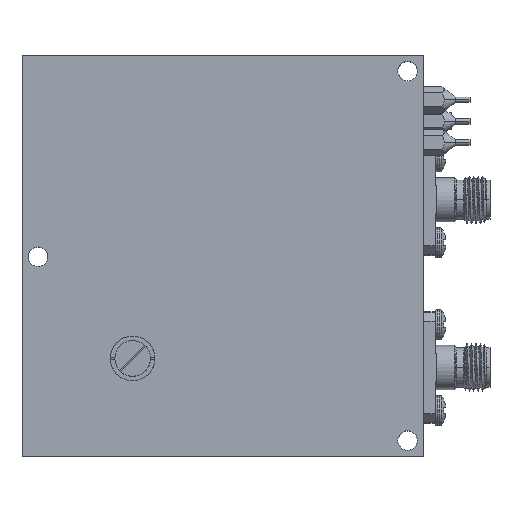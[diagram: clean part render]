
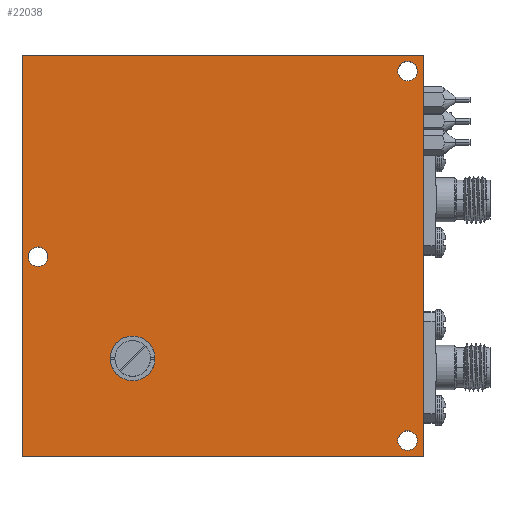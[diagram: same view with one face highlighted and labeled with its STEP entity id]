
A CAD part, top view. The second image highlights one B-rep face of the part: STEP entity #22038.
In plain terms, the highlighted planar face has unit normal (0, 0, 1).
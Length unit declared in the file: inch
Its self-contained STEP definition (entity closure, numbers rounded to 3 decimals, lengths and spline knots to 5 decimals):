
#175 = FACE_OUTER_BOUND ( 'NONE', #384, .T. ) ;
#193 = CARTESIAN_POINT ( 'NONE',  ( 1.035, 1.035, 1.25 ) ) ;
#384 = EDGE_LOOP ( 'NONE', ( #26111, #18076, #21860, #20577 ) ) ;
#399 = CARTESIAN_POINT ( 'NONE',  ( 1.125, 1.125, 1.25 ) ) ;
#476 = EDGE_CURVE ( 'NONE', #16119, #13841, #23761, .T. ) ;
#710 = ORIENTED_EDGE ( 'NONE', *, *, #11120, .T. ) ;
#1003 = VECTOR ( 'NONE', #4280, 39.37008 ) ;
#1059 = VERTEX_POINT ( 'NONE', #17253 ) ;
#1116 = DIRECTION ( 'NONE',  ( 1., 0., 0. ) ) ;
#1214 = EDGE_LOOP ( 'NONE', ( #710, #27837 ) ) ;
#1419 = PLANE ( 'NONE',  #27758 ) ;
#1741 = CARTESIAN_POINT ( 'NONE',  ( 1.035, 1.035, 1.25 ) ) ;
#2044 = DIRECTION ( 'NONE',  ( 0., -1., 0. ) ) ;
#2675 = EDGE_CURVE ( 'NONE', #13841, #16119, #32982, .T. ) ;
#2687 = DIRECTION ( 'NONE',  ( 0., 0., -1. ) ) ;
#3502 = DIRECTION ( 'NONE',  ( 1., 0., 0. ) ) ;
#3746 = CARTESIAN_POINT ( 'NONE',  ( 1.09, -1.035, 1.25 ) ) ;
#4269 = VERTEX_POINT ( 'NONE', #11228 ) ;
#4280 = DIRECTION ( 'NONE',  ( 0., 1., 0. ) ) ;
#4488 = CARTESIAN_POINT ( 'NONE',  ( 0.98, 1.035, 1.25 ) ) ;
#5273 = ORIENTED_EDGE ( 'NONE', *, *, #2675, .T. ) ;
#5392 = VERTEX_POINT ( 'NONE', #3746 ) ;
#5667 = EDGE_CURVE ( 'NONE', #33816, #10306, #8761, .T. ) ;
#7005 = CARTESIAN_POINT ( 'NONE',  ( 1.035, -1.035, 1.25 ) ) ;
#7323 = EDGE_LOOP ( 'NONE', ( #38337, #18969 ) ) ;
#7657 = CARTESIAN_POINT ( 'NONE',  ( -1.125, -1.125, 1.25 ) ) ;
#7715 = DIRECTION ( 'NONE',  ( 0., 0., -1. ) ) ;
#8311 = CARTESIAN_POINT ( 'NONE',  ( 1.125, -1.125, 1.25 ) ) ;
#8446 = CARTESIAN_POINT ( 'NONE',  ( 1.125, 1.125, 1.25 ) ) ;
#8761 = LINE ( 'NONE', #8311, #19357 ) ;
#8943 = CARTESIAN_POINT ( 'NONE',  ( -1.035, -0.005, 1.25 ) ) ;
#10306 = VERTEX_POINT ( 'NONE', #30235 ) ;
#10586 = VERTEX_POINT ( 'NONE', #32548 ) ;
#10684 = DIRECTION ( 'NONE',  ( 1., 0., 0. ) ) ;
#11120 = EDGE_CURVE ( 'NONE', #5392, #4269, #30858, .T. ) ;
#11228 = CARTESIAN_POINT ( 'NONE',  ( 0.98, -1.035, 1.25 ) ) ;
#12227 = CIRCLE ( 'NONE', #31698, 0.055 ) ;
#12406 = EDGE_LOOP ( 'NONE', ( #32988, #5273 ) ) ;
#13178 = FACE_BOUND ( 'NONE', #7323, .T. ) ;
#13389 = AXIS2_PLACEMENT_3D ( 'NONE', #8943, #29127, #17306 ) ;
#13841 = VERTEX_POINT ( 'NONE', #4488 ) ;
#14676 = EDGE_CURVE ( 'NONE', #16465, #16875, #34860, .T. ) ;
#15536 = CARTESIAN_POINT ( 'NONE',  ( -1.035, -0.005, 1.25 ) ) ;
#15627 = CARTESIAN_POINT ( 'NONE',  ( -1.125, 1.125, 1.25 ) ) ;
#15789 = DIRECTION ( 'NONE',  ( -1., 0., 0. ) ) ;
#16119 = VERTEX_POINT ( 'NONE', #26817 ) ;
#16465 = VERTEX_POINT ( 'NONE', #8446 ) ;
#16665 = CARTESIAN_POINT ( 'NONE',  ( -1.125, 1.125, 1.25 ) ) ;
#16875 = VERTEX_POINT ( 'NONE', #16665 ) ;
#17253 = CARTESIAN_POINT ( 'NONE',  ( -0.98, -0.005, 1.25 ) ) ;
#17306 = DIRECTION ( 'NONE',  ( 1., 0., 0. ) ) ;
#18076 = ORIENTED_EDGE ( 'NONE', *, *, #5667, .T. ) ;
#18692 = EDGE_CURVE ( 'NONE', #16875, #33816, #36489, .T. ) ;
#18969 = ORIENTED_EDGE ( 'NONE', *, *, #21977, .T. ) ;
#19357 = VECTOR ( 'NONE', #34598, 39.37008 ) ;
#19934 = EDGE_CURVE ( 'NONE', #1059, #10586, #28561, .T. ) ;
#20577 = ORIENTED_EDGE ( 'NONE', *, *, #14676, .T. ) ;
#21860 = ORIENTED_EDGE ( 'NONE', *, *, #31701, .T. ) ;
#21977 = EDGE_CURVE ( 'NONE', #10586, #1059, #24730, .T. ) ;
#22038 = ADVANCED_FACE ( 'NONE', ( #175, #13178, #26592, #35447 ), #1419, .F. ) ;
#23219 = AXIS2_PLACEMENT_3D ( 'NONE', #193, #2687, #36223 ) ;
#23761 = CIRCLE ( 'NONE', #23219, 0.055 ) ;
#24606 = DIRECTION ( 'NONE',  ( 0., 0., -1. ) ) ;
#24730 = CIRCLE ( 'NONE', #28499, 0.055 ) ;
#25114 = LINE ( 'NONE', #399, #1003 ) ;
#25358 = CARTESIAN_POINT ( 'NONE',  ( -1.125, -1.125, 1.25 ) ) ;
#26111 = ORIENTED_EDGE ( 'NONE', *, *, #18692, .T. ) ;
#26592 = FACE_BOUND ( 'NONE', #1214, .T. ) ;
#26817 = CARTESIAN_POINT ( 'NONE',  ( 1.09, 1.035, 1.25 ) ) ;
#27609 = DIRECTION ( 'NONE',  ( 0., 0., -1. ) ) ;
#27758 = AXIS2_PLACEMENT_3D ( 'NONE', #36557, #28232, #15789 ) ;
#27837 = ORIENTED_EDGE ( 'NONE', *, *, #37207, .T. ) ;
#28232 = DIRECTION ( 'NONE',  ( 0., 0., -1. ) ) ;
#28289 = AXIS2_PLACEMENT_3D ( 'NONE', #34025, #34156, #1116 ) ;
#28499 = AXIS2_PLACEMENT_3D ( 'NONE', #15536, #24606, #3502 ) ;
#28561 = CIRCLE ( 'NONE', #13389, 0.055 ) ;
#28594 = VECTOR ( 'NONE', #2044, 39.37008 ) ;
#29127 = DIRECTION ( 'NONE',  ( 0., 0., -1. ) ) ;
#29725 = VECTOR ( 'NONE', #36011, 39.37008 ) ;
#29989 = AXIS2_PLACEMENT_3D ( 'NONE', #1741, #7715, #10684 ) ;
#30235 = CARTESIAN_POINT ( 'NONE',  ( 1.125, -1.125, 1.25 ) ) ;
#30468 = DIRECTION ( 'NONE',  ( 1., 0., 0. ) ) ;
#30858 = CIRCLE ( 'NONE', #28289, 0.055 ) ;
#31698 = AXIS2_PLACEMENT_3D ( 'NONE', #7005, #27609, #30468 ) ;
#31701 = EDGE_CURVE ( 'NONE', #10306, #16465, #25114, .T. ) ;
#32548 = CARTESIAN_POINT ( 'NONE',  ( -1.09, -0.005, 1.25 ) ) ;
#32982 = CIRCLE ( 'NONE', #29989, 0.055 ) ;
#32988 = ORIENTED_EDGE ( 'NONE', *, *, #476, .T. ) ;
#33816 = VERTEX_POINT ( 'NONE', #7657 ) ;
#34025 = CARTESIAN_POINT ( 'NONE',  ( 1.035, -1.035, 1.25 ) ) ;
#34156 = DIRECTION ( 'NONE',  ( 0., 0., -1. ) ) ;
#34598 = DIRECTION ( 'NONE',  ( 1., 0., 0. ) ) ;
#34860 = LINE ( 'NONE', #15627, #29725 ) ;
#35447 = FACE_BOUND ( 'NONE', #12406, .T. ) ;
#36011 = DIRECTION ( 'NONE',  ( -1., 0., 0. ) ) ;
#36223 = DIRECTION ( 'NONE',  ( 1., 0., 0. ) ) ;
#36489 = LINE ( 'NONE', #25358, #28594 ) ;
#36557 = CARTESIAN_POINT ( 'NONE',  ( 0., 0., 1.25 ) ) ;
#37207 = EDGE_CURVE ( 'NONE', #4269, #5392, #12227, .T. ) ;
#38337 = ORIENTED_EDGE ( 'NONE', *, *, #19934, .T. ) ;
